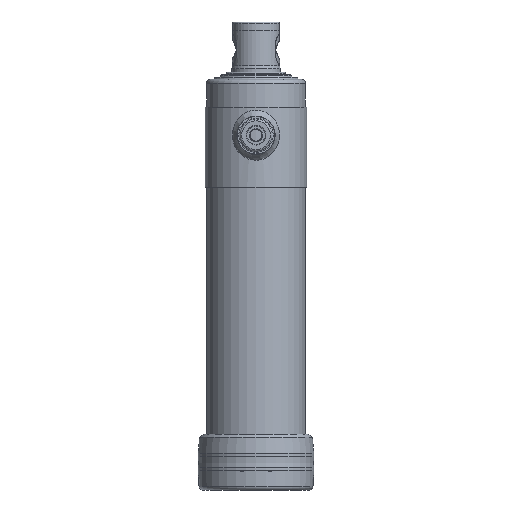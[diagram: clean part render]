
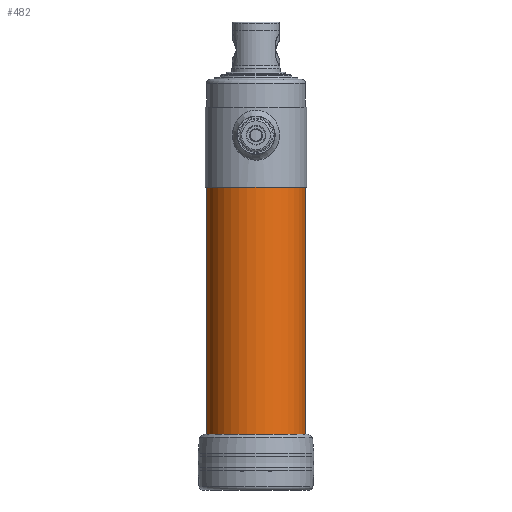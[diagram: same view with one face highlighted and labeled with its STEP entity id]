
A CAD part, front view. The second image highlights one B-rep face of the part: STEP entity #482.
In plain terms, the highlighted cylindrical face has radius 62 mm (diameter 124 mm), a full revolution.
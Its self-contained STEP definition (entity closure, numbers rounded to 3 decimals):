
#482 = ADVANCED_FACE( '', ( #1148, #1149 ), #1150, .T. );
#1148 = FACE_OUTER_BOUND( '', #2862, .T. );
#1149 = FACE_OUTER_BOUND( '', #2863, .T. );
#1150 = CYLINDRICAL_SURFACE( '', #2864, 62. );
#2862 = EDGE_LOOP( '', ( #5416 ) );
#2863 = EDGE_LOOP( '', ( #5417 ) );
#2864 = AXIS2_PLACEMENT_3D( '', #5418, #5419, #5420 );
#5416 = ORIENTED_EDGE( '', *, *, #6505, .F. );
#5417 = ORIENTED_EDGE( '', *, *, #6506, .T. );
#5418 = CARTESIAN_POINT( '', ( 0., 0., 54. ) );
#5419 = DIRECTION( '', ( 0., 0., 1. ) );
#5420 = DIRECTION( '', ( -1., 0., 0. ) );
#6505 = EDGE_CURVE( '', #7158, #7158, #7159, .T. );
#6506 = EDGE_CURVE( '', #7160, #7160, #7161, .T. );
#7158 = VERTEX_POINT( '', #9056 );
#7159 = CIRCLE( '', #9057, 62. );
#7160 = VERTEX_POINT( '', #9058 );
#7161 = CIRCLE( '', #9059, 62. );
#9056 = CARTESIAN_POINT( '', ( -62., 0., 37. ) );
#9057 = AXIS2_PLACEMENT_3D( '', #10460, #10461, #10462 );
#9058 = CARTESIAN_POINT( '', ( -62., 0., 362. ) );
#9059 = AXIS2_PLACEMENT_3D( '', #10463, #10464, #10465 );
#10460 = CARTESIAN_POINT( '', ( 0., 0., 37. ) );
#10461 = DIRECTION( '', ( 0., 0., -1. ) );
#10462 = DIRECTION( '', ( -1., 0., 0. ) );
#10463 = CARTESIAN_POINT( '', ( 0., 0., 362. ) );
#10464 = DIRECTION( '', ( 0., 0., -1. ) );
#10465 = DIRECTION( '', ( -1., 0., 0. ) );
